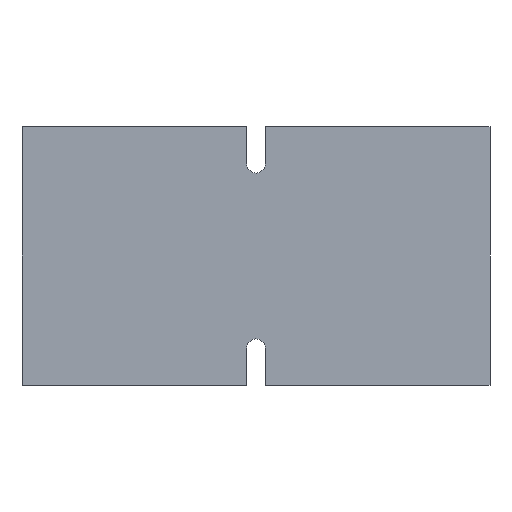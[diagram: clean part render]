
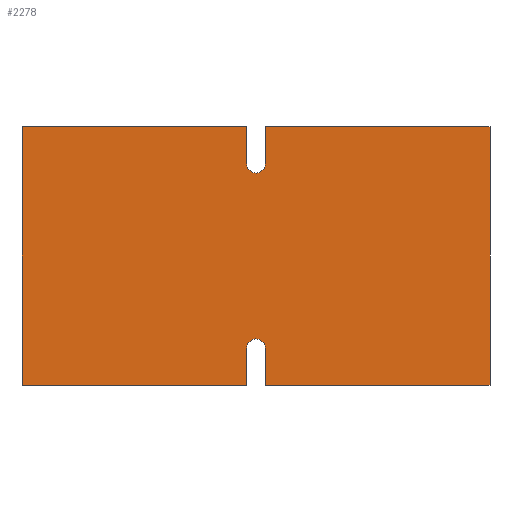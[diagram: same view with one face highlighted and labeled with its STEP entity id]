
A CAD part, front view. The second image highlights one B-rep face of the part: STEP entity #2278.
In plain terms, the highlighted planar face has unit normal (0, -1, 0).
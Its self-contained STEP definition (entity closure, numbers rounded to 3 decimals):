
#49=PLANE('',#2443);
#159=FACE_OUTER_BOUND('',#277,.T.);
#277=EDGE_LOOP('',(#1752,#1753,#1754,#1755,#1756,#1757,#1758,#1759,#1760,
#1761,#1762,#1763));
#366=CIRCLE('',#2437,2.);
#367=CIRCLE('',#2439,2.);
#513=LINE('',#10184,#709);
#521=LINE('',#10199,#717);
#571=LINE('',#10305,#767);
#577=LINE('',#10315,#773);
#579=LINE('',#10320,#775);
#583=LINE('',#10331,#779);
#584=LINE('',#10334,#780);
#593=LINE('',#10349,#789);
#594=LINE('',#10351,#790);
#595=LINE('',#10352,#791);
#709=VECTOR('',#2677,10.);
#717=VECTOR('',#2687,10.);
#767=VECTOR('',#2755,10.);
#773=VECTOR('',#2763,10.);
#775=VECTOR('',#2767,10.);
#779=VECTOR('',#2781,10.);
#780=VECTOR('',#2784,10.);
#789=VECTOR('',#2795,10.);
#790=VECTOR('',#2798,10.);
#791=VECTOR('',#2799,10.);
#960=VERTEX_POINT('',#10181);
#961=VERTEX_POINT('',#10183);
#967=VERTEX_POINT('',#10197);
#1013=VERTEX_POINT('',#10302);
#1014=VERTEX_POINT('',#10304);
#1017=VERTEX_POINT('',#10313);
#1018=VERTEX_POINT('',#10317);
#1019=VERTEX_POINT('',#10319);
#1020=VERTEX_POINT('',#10325);
#1021=VERTEX_POINT('',#10329);
#1022=VERTEX_POINT('',#10333);
#1027=VERTEX_POINT('',#10347);
#1220=EDGE_CURVE('',#961,#960,#513,.T.);
#1228=EDGE_CURVE('',#967,#960,#521,.T.);
#1281=EDGE_CURVE('',#1013,#1014,#571,.T.);
#1287=EDGE_CURVE('',#1013,#1017,#577,.T.);
#1289=EDGE_CURVE('',#1019,#1018,#579,.T.);
#1291=EDGE_CURVE('',#1018,#961,#366,.T.);
#1293=EDGE_CURVE('',#1017,#1020,#367,.T.);
#1295=EDGE_CURVE('',#1020,#1021,#583,.T.);
#1296=EDGE_CURVE('',#1019,#1022,#584,.T.);
#1305=EDGE_CURVE('',#1027,#1021,#593,.T.);
#1306=EDGE_CURVE('',#1014,#967,#594,.T.);
#1307=EDGE_CURVE('',#1022,#1027,#595,.T.);
#1752=ORIENTED_EDGE('',*,*,#1220,.T.);
#1753=ORIENTED_EDGE('',*,*,#1228,.F.);
#1754=ORIENTED_EDGE('',*,*,#1306,.F.);
#1755=ORIENTED_EDGE('',*,*,#1281,.F.);
#1756=ORIENTED_EDGE('',*,*,#1287,.T.);
#1757=ORIENTED_EDGE('',*,*,#1293,.T.);
#1758=ORIENTED_EDGE('',*,*,#1295,.T.);
#1759=ORIENTED_EDGE('',*,*,#1305,.F.);
#1760=ORIENTED_EDGE('',*,*,#1307,.F.);
#1761=ORIENTED_EDGE('',*,*,#1296,.F.);
#1762=ORIENTED_EDGE('',*,*,#1289,.T.);
#1763=ORIENTED_EDGE('',*,*,#1291,.T.);
#2278=ADVANCED_FACE('',(#159),#49,.F.);
#2437=AXIS2_PLACEMENT_3D('',#10323,#2771,#2772);
#2439=AXIS2_PLACEMENT_3D('',#10327,#2776,#2777);
#2443=AXIS2_PLACEMENT_3D('',#10350,#2796,#2797);
#2677=DIRECTION('',(0.,0.,1.));
#2687=DIRECTION('',(1.,0.,0.));
#2755=DIRECTION('',(-1.,0.,0.));
#2763=DIRECTION('',(0.,0.,1.));
#2767=DIRECTION('',(0.,0.,-1.));
#2771=DIRECTION('center_axis',(0.,1.,0.));
#2772=DIRECTION('ref_axis',(1.,0.,0.));
#2776=DIRECTION('center_axis',(0.,1.,0.));
#2777=DIRECTION('ref_axis',(1.,0.,0.));
#2781=DIRECTION('',(0.,0.,-1.));
#2784=DIRECTION('',(1.,0.,0.));
#2795=DIRECTION('',(-1.,0.,0.));
#2796=DIRECTION('center_axis',(0.,1.,0.));
#2797=DIRECTION('ref_axis',(0.,0.,1.));
#2798=DIRECTION('',(0.,0.,1.));
#2799=DIRECTION('',(0.,0.,-1.));
#10181=CARTESIAN_POINT('',(-2.,-2.722,27.888));
#10183=CARTESIAN_POINT('',(-2.,-2.722,19.888));
#10184=CARTESIAN_POINT('',(-2.,-2.722,13.944));
#10197=CARTESIAN_POINT('',(-50.5,-2.722,27.888));
#10199=CARTESIAN_POINT('',(25.25,-2.722,27.888));
#10302=CARTESIAN_POINT('',(-2.,-2.722,-27.888));
#10304=CARTESIAN_POINT('',(-50.5,-2.722,-27.888));
#10305=CARTESIAN_POINT('',(25.25,-2.722,-27.888));
#10313=CARTESIAN_POINT('',(-2.,-2.722,-19.888));
#10315=CARTESIAN_POINT('',(-2.,-2.722,-9.944));
#10317=CARTESIAN_POINT('',(2.,-2.722,19.888));
#10319=CARTESIAN_POINT('',(2.,-2.722,27.888));
#10320=CARTESIAN_POINT('',(2.,-2.722,9.944));
#10323=CARTESIAN_POINT('Origin',(0.,-2.722,
19.888));
#10325=CARTESIAN_POINT('',(2.,-2.722,-19.888));
#10327=CARTESIAN_POINT('Origin',(0.,-2.722,
-19.888));
#10329=CARTESIAN_POINT('',(2.,-2.722,-27.888));
#10331=CARTESIAN_POINT('',(2.,-2.722,-13.944));
#10333=CARTESIAN_POINT('',(50.5,-2.722,27.888));
#10334=CARTESIAN_POINT('',(25.25,-2.722,27.888));
#10347=CARTESIAN_POINT('',(50.5,-2.722,-27.888));
#10349=CARTESIAN_POINT('',(25.25,-2.722,-27.888));
#10350=CARTESIAN_POINT('Origin',(0.,-2.722,0.));
#10351=CARTESIAN_POINT('',(-50.5,-2.722,0.));
#10352=CARTESIAN_POINT('',(50.5,-2.722,0.));
